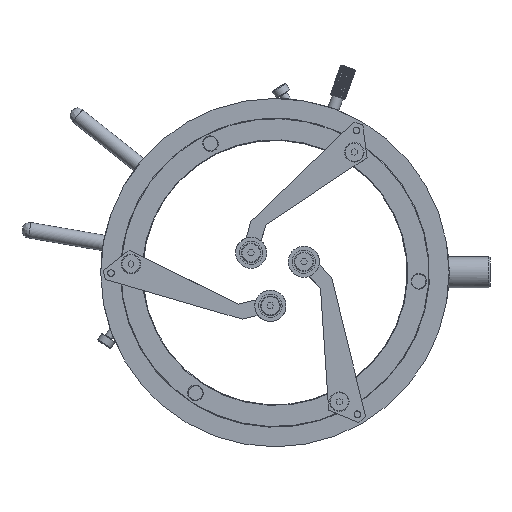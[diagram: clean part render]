
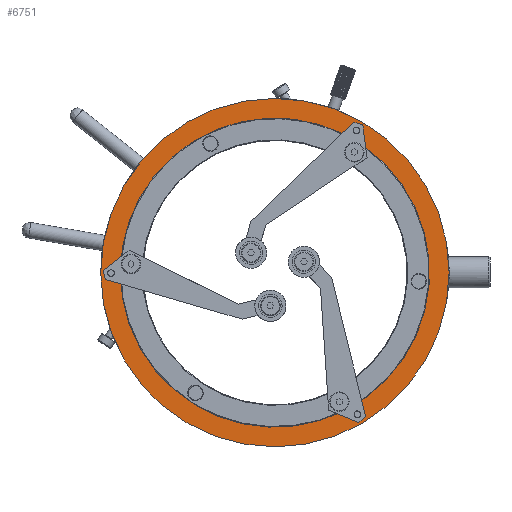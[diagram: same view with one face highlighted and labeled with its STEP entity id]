
A CAD part, left-side view. The second image highlights one B-rep face of the part: STEP entity #6751.
In plain terms, the highlighted planar face has unit normal (-1, 0, 0).
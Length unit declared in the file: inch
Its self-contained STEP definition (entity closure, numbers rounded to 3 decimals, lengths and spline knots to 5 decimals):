
#27 = DIRECTION ( 'NONE',  ( 0., -1., 0. ) ) ;
#32 = DIRECTION ( 'NONE',  ( 1., 0., 0. ) ) ;
#41 = CARTESIAN_POINT ( 'NONE',  ( 0.1025, 2.91715, -0.12841 ) ) ;
#45 = CARTESIAN_POINT ( 'NONE',  ( 0.1025, 2.87212, -0.12833 ) ) ;
#56 = CARTESIAN_POINT ( 'NONE',  ( 0.1025, 2.89476, -0.05369 ) ) ;
#57 = CARTESIAN_POINT ( 'NONE',  ( 0.1025, 2.88712, -0.13266 ) ) ;
#161 = CARTESIAN_POINT ( 'NONE',  ( 0.1025, 2.90213, -0.13268 ) ) ;
#633 = CARTESIAN_POINT ( 'NONE',  ( 0.1025, 2.87212, -0.12833 ) ) ;
#1137 = CARTESIAN_POINT ( 'NONE',  ( 0.1025, 2.91715, -0.12841 ) ) ;
#2079 = ORIENTED_EDGE ( 'NONE', *, *, #7470, .T. ) ;
#2083 = ORIENTED_EDGE ( 'NONE', *, *, #7469, .T. ) ;
#2084 = ORIENTED_EDGE ( 'NONE', *, *, #7382, .F. ) ;
#2085 = ORIENTED_EDGE ( 'NONE', *, *, #7446, .T. ) ;
#2086 = ORIENTED_EDGE ( 'NONE', *, *, #7439, .T. ) ;
#2087 = ORIENTED_EDGE ( 'NONE', *, *, #7383, .F. ) ;
#3157 = VERTEX_POINT ( 'NONE', #1137 ) ;
#3159 = VERTEX_POINT ( 'NONE', #633 ) ;
#3682 = FACE_BOUND ( 'NONE', #6516, .T. ) ;
#3683 = FACE_BOUND ( 'NONE', #6517, .T. ) ;
#3684 = FACE_OUTER_BOUND ( 'NONE', #6518, .T. ) ;
#3685 = FACE_BOUND ( 'NONE', #6519, .T. ) ;
#3686 = FACE_BOUND ( 'NONE', #6520, .T. ) ;
#3953 = AXIS2_PLACEMENT_3D ( 'NONE', #6888, #6883, #6855 ) ;
#4358 = DIRECTION ( 'NONE',  ( 0., 1., 0. ) ) ;
#4362 = DIRECTION ( 'NONE',  ( -1., 0., 0. ) ) ;
#4378 = CARTESIAN_POINT ( 'NONE',  ( 0.1025, 0.26029, -0.04477 ) ) ;
#4399 = DIRECTION ( 'NONE',  ( 0., 1., -0.002 ) ) ;
#4442 = DIRECTION ( 'NONE',  ( 1., 0., 0. ) ) ;
#4451 = CARTESIAN_POINT ( 'NONE',  ( 0.1025, 0.26029, -0.04477 ) ) ;
#4601 = DIRECTION ( 'NONE',  ( 0., -1., 0. ) ) ;
#4602 = DIRECTION ( 'NONE',  ( 1., 0., 0. ) ) ;
#4603 = CARTESIAN_POINT ( 'NONE',  ( 0.1025, -1.04922, 2.24121 ) ) ;
#4604 = DIRECTION ( 'NONE',  ( 0., -1., 0. ) ) ;
#4605 = DIRECTION ( 'NONE',  ( 1., 0., 0. ) ) ;
#4606 = CARTESIAN_POINT ( 'NONE',  ( 0.1025, -1.06467, -2.32184 ) ) ;
#4862 = VERTEX_POINT ( 'NONE', #5916 ) ;
#4863 = VERTEX_POINT ( 'NONE', #5917 ) ;
#4881 = VERTEX_POINT ( 'NONE', #5935 ) ;
#4882 = VERTEX_POINT ( 'NONE', #5936 ) ;
#4949 = CIRCLE ( 'NONE', #4953, 0.078 ) ;
#4953 = AXIS2_PLACEMENT_3D ( 'NONE', #4606, #4605, #4604 ) ;
#4954 = CIRCLE ( 'NONE', #4955, 0.078 ) ;
#4955 = AXIS2_PLACEMENT_3D ( 'NONE', #4603, #4602, #4601 ) ;
#5916 = CARTESIAN_POINT ( 'NONE',  ( 0.1025, 3.06029, -0.04966 ) ) ;
#5917 = CARTESIAN_POINT ( 'NONE',  ( 0.1025, 2.74529, -0.04477 ) ) ;
#5935 = CARTESIAN_POINT ( 'NONE',  ( 0.1025, -1.14267, -2.32184 ) ) ;
#5936 = CARTESIAN_POINT ( 'NONE',  ( 0.1025, -1.12722, 2.24121 ) ) ;
#5985 = B_SPLINE_CURVE_WITH_KNOTS ( 'NONE', 3,
 ( #45, #57, #161, #41 ),
 .UNSPECIFIED., .F., .F.,
 ( 4, 4 ),
 ( 0., 1. ),
 .UNSPECIFIED. ) ;
#6516 = EDGE_LOOP ( 'NONE', ( #2079 ) ) ;
#6517 = EDGE_LOOP ( 'NONE', ( #2083 ) ) ;
#6518 = EDGE_LOOP ( 'NONE', ( #2084 ) ) ;
#6519 = EDGE_LOOP ( 'NONE', ( #2086, #2085 ) ) ;
#6520 = EDGE_LOOP ( 'NONE', ( #2087 ) ) ;
#6751 = ADVANCED_FACE ( 'NONE', ( #3682, #3683, #3684, #3685, #3686 ), #6847, .T. ) ;
#6847 = PLANE ( 'NONE',  #3953 ) ;
#6855 = DIRECTION ( 'NONE',  ( 0., 1., -0.002 ) ) ;
#6883 = DIRECTION ( 'NONE',  ( -1., 0., 0. ) ) ;
#6888 = CARTESIAN_POINT ( 'NONE',  ( 0.1025, 0.26029, -0.04477 ) ) ;
#7382 = EDGE_CURVE ( 'NONE', #4862, #4862, #8769, .T. ) ;
#7383 = EDGE_CURVE ( 'NONE', #4863, #4863, #8763, .T. ) ;
#7439 = EDGE_CURVE ( 'NONE', #3157, #3159, #8556, .T. ) ;
#7446 = EDGE_CURVE ( 'NONE', #3159, #3157, #5985, .T. ) ;
#7469 = EDGE_CURVE ( 'NONE', #4881, #4881, #4949, .T. ) ;
#7470 = EDGE_CURVE ( 'NONE', #4882, #4882, #4954, .T. ) ;
#8544 = AXIS2_PLACEMENT_3D ( 'NONE', #56, #32, #27 ) ;
#8556 = CIRCLE ( 'NONE', #8544, 0.078 ) ;
#8761 = AXIS2_PLACEMENT_3D ( 'NONE', #4378, #4362, #4358 ) ;
#8763 = CIRCLE ( 'NONE', #8761, 2.485 ) ;
#8765 = AXIS2_PLACEMENT_3D ( 'NONE', #4451, #4442, #4399 ) ;
#8769 = CIRCLE ( 'NONE', #8765, 2.8 ) ;
